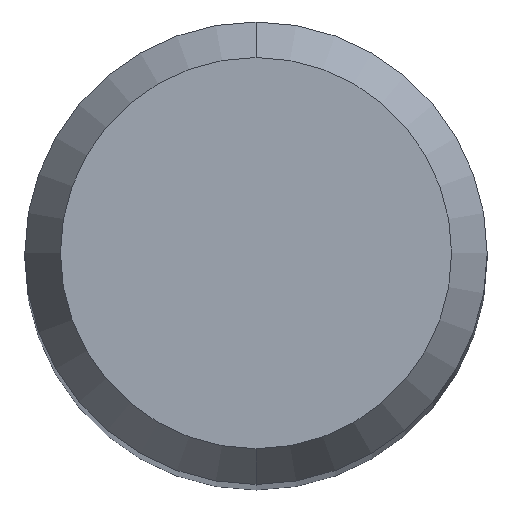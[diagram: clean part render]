
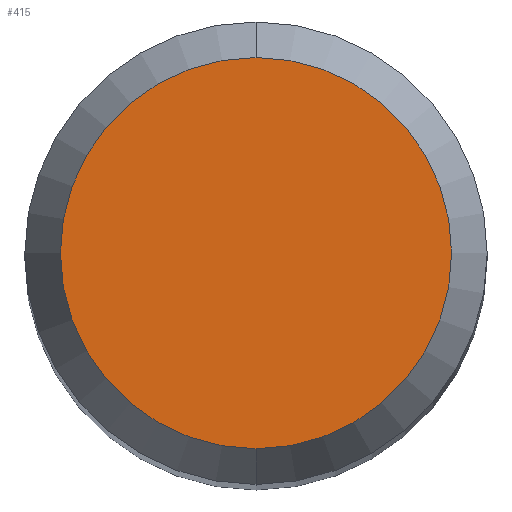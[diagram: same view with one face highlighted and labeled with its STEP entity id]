
A CAD part, top view. The second image highlights one B-rep face of the part: STEP entity #415.
In plain terms, the highlighted planar face has unit normal (0, 0, 1).
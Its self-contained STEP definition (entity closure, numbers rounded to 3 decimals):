
#225=VERTEX_POINT('',#520);
#279=EDGE_CURVE('',#225,#435,#581,.T.);
#315=EDGE_CURVE('',#435,#225,#620,.T.);
#415=ADVANCED_FACE('',(#730),#731,.T.);
#435=VERTEX_POINT('',#754);
#520=CARTESIAN_POINT('',(0.,-2.538,41.047));
#581=CIRCLE('',#1004,2.538);
#620=CIRCLE('',#1092,2.538);
#730=FACE_OUTER_BOUND('',#1346,.T.);
#731=PLANE('',#1347);
#754=CARTESIAN_POINT('',(0.0,2.538,41.047));
#1004=AXIS2_PLACEMENT_3D('',#1535,#1536,#1537);
#1092=AXIS2_PLACEMENT_3D('',#1571,#1572,#1573);
#1346=EDGE_LOOP('',(#1703,#1704));
#1347=AXIS2_PLACEMENT_3D('',#1705,#1706,#1707);
#1535=CARTESIAN_POINT('',(0.0,0.0,41.047));
#1536=DIRECTION('',(0.0,0.0,-1.0));
#1537=DIRECTION('',(0.0,1.0,0.0));
#1571=CARTESIAN_POINT('',(0.0,0.0,41.047));
#1572=DIRECTION('',(0.0,0.0,-1.0));
#1573=DIRECTION('',(0.0,1.0,0.0));
#1703=ORIENTED_EDGE('',*,*,#315,.F.);
#1704=ORIENTED_EDGE('',*,*,#279,.F.);
#1705=CARTESIAN_POINT('',(0.0,1.269,41.047));
#1706=DIRECTION('',(-0.0,0.0,1.0));
#1707=DIRECTION('',(0.0,-1.0,0.0));
